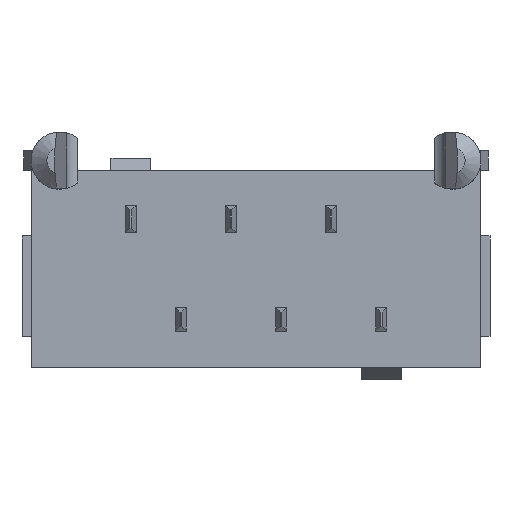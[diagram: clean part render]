
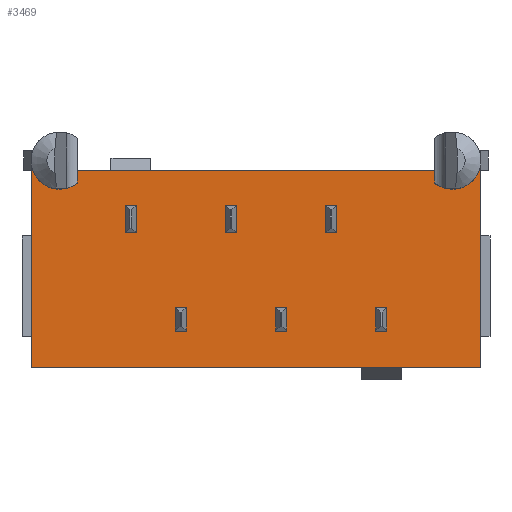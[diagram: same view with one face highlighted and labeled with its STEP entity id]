
A CAD part, front view. The second image highlights one B-rep face of the part: STEP entity #3469.
In plain terms, the highlighted planar face has unit normal (0, -1, 0).
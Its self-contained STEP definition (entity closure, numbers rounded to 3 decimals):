
#17=DIRECTION('',(0.,0.,-1.));
#18=VECTOR('',#17,5.25);
#19=CARTESIAN_POINT('',(-5.7,0.,2.75));
#20=LINE('',#19,#18);
#377=DIRECTION('',(0.,0.,1.));
#378=VECTOR('',#377,5.25);
#379=CARTESIAN_POINT('',(5.7,0.,-2.5));
#380=LINE('',#379,#378);
#717=DIRECTION('',(0.,0.,1.));
#718=VECTOR('',#717,0.318);
#719=CARTESIAN_POINT('',(4.525,0.,2.182));
#720=LINE('',#719,#718);
#721=CARTESIAN_POINT('',(4.975,0.,2.75));
#722=DIRECTION('',(0.,-1.,0.));
#723=DIRECTION('',(-0.621,0.,-0.784));
#724=AXIS2_PLACEMENT_3D('',#721,#722,#723);
#726=CARTESIAN_POINT('',(-4.975,0.,2.75));
#727=DIRECTION('',(0.,-1.,0.));
#728=DIRECTION('',(-1.,0.,0.));
#729=AXIS2_PLACEMENT_3D('',#726,#727,#728);
#731=DIRECTION('',(0.,0.,-1.));
#732=VECTOR('',#731,0.318);
#733=CARTESIAN_POINT('',(-4.525,0.,2.5));
#734=LINE('',#733,#732);
#735=DIRECTION('',(1.,0.,0.));
#736=VECTOR('',#735,9.05);
#737=CARTESIAN_POINT('',(-4.525,0.,2.5));
#738=LINE('',#737,#736);
#739=DIRECTION('',(0.,0.,-1.));
#740=VECTOR('',#739,0.7);
#741=CARTESIAN_POINT('',(-3.315,0.,1.62));
#742=LINE('',#741,#740);
#743=DIRECTION('',(1.,0.,0.));
#744=VECTOR('',#743,0.28);
#745=CARTESIAN_POINT('',(-3.315,0.,0.92));
#746=LINE('',#745,#744);
#747=DIRECTION('',(0.,0.,-1.));
#748=VECTOR('',#747,0.7);
#749=CARTESIAN_POINT('',(-3.035,0.,1.62));
#750=LINE('',#749,#748);
#751=DIRECTION('',(1.,0.,0.));
#752=VECTOR('',#751,0.28);
#753=CARTESIAN_POINT('',(-3.315,0.,1.62));
#754=LINE('',#753,#752);
#755=DIRECTION('',(0.,0.,-1.));
#756=VECTOR('',#755,0.7);
#757=CARTESIAN_POINT('',(-0.775,0.,1.62));
#758=LINE('',#757,#756);
#759=DIRECTION('',(1.,0.,0.));
#760=VECTOR('',#759,0.28);
#761=CARTESIAN_POINT('',(-0.775,0.,0.92));
#762=LINE('',#761,#760);
#763=DIRECTION('',(0.,0.,-1.));
#764=VECTOR('',#763,0.7);
#765=CARTESIAN_POINT('',(-0.495,0.,1.62));
#766=LINE('',#765,#764);
#767=DIRECTION('',(1.,0.,0.));
#768=VECTOR('',#767,0.28);
#769=CARTESIAN_POINT('',(-0.775,0.,1.62));
#770=LINE('',#769,#768);
#771=DIRECTION('',(0.,0.,-1.));
#772=VECTOR('',#771,0.7);
#773=CARTESIAN_POINT('',(1.765,0.,1.62));
#774=LINE('',#773,#772);
#775=DIRECTION('',(1.,0.,0.));
#776=VECTOR('',#775,0.28);
#777=CARTESIAN_POINT('',(1.765,0.,0.92));
#778=LINE('',#777,#776);
#779=DIRECTION('',(0.,0.,-1.));
#780=VECTOR('',#779,0.7);
#781=CARTESIAN_POINT('',(2.045,0.,1.62));
#782=LINE('',#781,#780);
#783=DIRECTION('',(1.,0.,0.));
#784=VECTOR('',#783,0.28);
#785=CARTESIAN_POINT('',(1.765,0.,1.62));
#786=LINE('',#785,#784);
#787=DIRECTION('',(0.,0.,-1.));
#788=VECTOR('',#787,0.6);
#789=CARTESIAN_POINT('',(-1.765,0.,-0.97));
#790=LINE('',#789,#788);
#791=DIRECTION('',(1.,0.,0.));
#792=VECTOR('',#791,0.28);
#793=CARTESIAN_POINT('',(-2.045,0.,-0.97));
#794=LINE('',#793,#792);
#795=DIRECTION('',(0.,0.,-1.));
#796=VECTOR('',#795,0.6);
#797=CARTESIAN_POINT('',(-2.045,0.,-0.97));
#798=LINE('',#797,#796);
#799=DIRECTION('',(1.,0.,0.));
#800=VECTOR('',#799,0.28);
#801=CARTESIAN_POINT('',(-2.045,0.,-1.57));
#802=LINE('',#801,#800);
#803=DIRECTION('',(0.,0.,-1.));
#804=VECTOR('',#803,0.6);
#805=CARTESIAN_POINT('',(0.775,0.,-0.97));
#806=LINE('',#805,#804);
#807=DIRECTION('',(1.,0.,0.));
#808=VECTOR('',#807,0.28);
#809=CARTESIAN_POINT('',(0.495,0.,-0.97));
#810=LINE('',#809,#808);
#811=DIRECTION('',(0.,0.,-1.));
#812=VECTOR('',#811,0.6);
#813=CARTESIAN_POINT('',(0.495,0.,-0.97));
#814=LINE('',#813,#812);
#815=DIRECTION('',(1.,0.,0.));
#816=VECTOR('',#815,0.28);
#817=CARTESIAN_POINT('',(0.495,0.,-1.57));
#818=LINE('',#817,#816);
#819=DIRECTION('',(0.,0.,-1.));
#820=VECTOR('',#819,0.6);
#821=CARTESIAN_POINT('',(3.315,0.,-0.97));
#822=LINE('',#821,#820);
#823=DIRECTION('',(1.,0.,0.));
#824=VECTOR('',#823,0.28);
#825=CARTESIAN_POINT('',(3.035,0.,-0.97));
#826=LINE('',#825,#824);
#827=DIRECTION('',(0.,0.,-1.));
#828=VECTOR('',#827,0.6);
#829=CARTESIAN_POINT('',(3.035,0.,-0.97));
#830=LINE('',#829,#828);
#831=DIRECTION('',(1.,0.,0.));
#832=VECTOR('',#831,0.28);
#833=CARTESIAN_POINT('',(3.035,0.,-1.57));
#834=LINE('',#833,#832);
#879=DIRECTION('',(1.,0.,0.));
#880=VECTOR('',#879,11.4);
#881=CARTESIAN_POINT('',(-5.7,0.,-2.5));
#882=LINE('',#881,#880);
#2071=CARTESIAN_POINT('',(-5.7,0.,-2.5));
#2072=CARTESIAN_POINT('',(5.7,0.,-2.5));
#2073=VERTEX_POINT('',#2071);
#2074=VERTEX_POINT('',#2072);
#2117=CARTESIAN_POINT('',(4.525,0.,2.182));
#2118=CARTESIAN_POINT('',(4.525,0.,2.5));
#2119=VERTEX_POINT('',#2117);
#2120=VERTEX_POINT('',#2118);
#2124=CARTESIAN_POINT('',(5.7,0.,2.75));
#2125=VERTEX_POINT('',#2124);
#2126=CARTESIAN_POINT('',(-5.7,0.,2.75));
#2127=CARTESIAN_POINT('',(-4.525,0.,2.182));
#2128=VERTEX_POINT('',#2126);
#2129=VERTEX_POINT('',#2127);
#2270=CARTESIAN_POINT('',(-4.525,0.,2.5));
#2271=VERTEX_POINT('',#2270);
#2274=CARTESIAN_POINT('',(-3.315,0.,1.62));
#2275=CARTESIAN_POINT('',(-3.315,0.,0.92));
#2276=VERTEX_POINT('',#2274);
#2277=VERTEX_POINT('',#2275);
#2278=CARTESIAN_POINT('',(-3.035,0.,1.62));
#2279=CARTESIAN_POINT('',(-3.035,0.,0.92));
#2280=VERTEX_POINT('',#2278);
#2281=VERTEX_POINT('',#2279);
#2282=CARTESIAN_POINT('',(-1.765,0.,-0.97));
#2283=CARTESIAN_POINT('',(-1.765,0.,-1.57));
#2284=VERTEX_POINT('',#2282);
#2285=VERTEX_POINT('',#2283);
#2286=CARTESIAN_POINT('',(-2.045,0.,-0.97));
#2287=CARTESIAN_POINT('',(-2.045,0.,-1.57));
#2288=VERTEX_POINT('',#2286);
#2289=VERTEX_POINT('',#2287);
#2290=CARTESIAN_POINT('',(0.775,0.,-0.97));
#2291=CARTESIAN_POINT('',(0.775,0.,-1.57));
#2292=VERTEX_POINT('',#2290);
#2293=VERTEX_POINT('',#2291);
#2294=CARTESIAN_POINT('',(0.495,0.,-0.97));
#2295=CARTESIAN_POINT('',(0.495,0.,-1.57));
#2296=VERTEX_POINT('',#2294);
#2297=VERTEX_POINT('',#2295);
#2456=CARTESIAN_POINT('',(3.315,0.,-0.97));
#2457=CARTESIAN_POINT('',(3.315,0.,-1.57));
#2458=VERTEX_POINT('',#2456);
#2459=VERTEX_POINT('',#2457);
#2460=CARTESIAN_POINT('',(3.035,0.,-0.97));
#2461=CARTESIAN_POINT('',(3.035,0.,-1.57));
#2462=VERTEX_POINT('',#2460);
#2463=VERTEX_POINT('',#2461);
#2504=CARTESIAN_POINT('',(-0.775,0.,1.62));
#2505=CARTESIAN_POINT('',(-0.775,0.,0.92));
#2506=VERTEX_POINT('',#2504);
#2507=VERTEX_POINT('',#2505);
#2508=CARTESIAN_POINT('',(-0.495,0.,1.62));
#2509=CARTESIAN_POINT('',(-0.495,0.,0.92));
#2510=VERTEX_POINT('',#2508);
#2511=VERTEX_POINT('',#2509);
#2536=CARTESIAN_POINT('',(1.765,0.,1.62));
#2537=CARTESIAN_POINT('',(1.765,0.,0.92));
#2538=VERTEX_POINT('',#2536);
#2539=VERTEX_POINT('',#2537);
#2540=CARTESIAN_POINT('',(2.045,0.,1.62));
#2541=CARTESIAN_POINT('',(2.045,0.,0.92));
#2542=VERTEX_POINT('',#2540);
#2543=VERTEX_POINT('',#2541);
#3392=CARTESIAN_POINT('',(-5.7,0.,2.5));
#3393=DIRECTION('',(0.,-1.,0.));
#3394=DIRECTION('',(0.,0.,-1.));
#3395=AXIS2_PLACEMENT_3D('',#3392,#3393,#3394);
#3396=PLANE('',#3395);
#3398=ORIENTED_EDGE('',*,*,#3397,.F.);
#3399=ORIENTED_EDGE('',*,*,#3177,.T.);
#3400=ORIENTED_EDGE('',*,*,#2995,.F.);
#3402=ORIENTED_EDGE('',*,*,#3401,.F.);
#3403=ORIENTED_EDGE('',*,*,#2695,.F.);
#3404=ORIENTED_EDGE('',*,*,#3342,.T.);
#3405=ORIENTED_EDGE('',*,*,#3382,.F.);
#3406=ORIENTED_EDGE('',*,*,#3037,.T.);
#3407=EDGE_LOOP('',(#3398,#3399,#3400,#3402,#3403,#3404,#3405,#3406));
#3408=FACE_OUTER_BOUND('',#3407,.F.);
#3410=ORIENTED_EDGE('',*,*,#3409,.T.);
#3412=ORIENTED_EDGE('',*,*,#3411,.T.);
#3414=ORIENTED_EDGE('',*,*,#3413,.F.);
#3416=ORIENTED_EDGE('',*,*,#3415,.F.);
#3417=EDGE_LOOP('',(#3410,#3412,#3414,#3416));
#3418=FACE_BOUND('',#3417,.F.);
#3420=ORIENTED_EDGE('',*,*,#3419,.T.);
#3422=ORIENTED_EDGE('',*,*,#3421,.T.);
#3424=ORIENTED_EDGE('',*,*,#3423,.F.);
#3426=ORIENTED_EDGE('',*,*,#3425,.F.);
#3427=EDGE_LOOP('',(#3420,#3422,#3424,#3426));
#3428=FACE_BOUND('',#3427,.F.);
#3430=ORIENTED_EDGE('',*,*,#3429,.T.);
#3432=ORIENTED_EDGE('',*,*,#3431,.T.);
#3434=ORIENTED_EDGE('',*,*,#3433,.F.);
#3436=ORIENTED_EDGE('',*,*,#3435,.F.);
#3437=EDGE_LOOP('',(#3430,#3432,#3434,#3436));
#3438=FACE_BOUND('',#3437,.F.);
#3440=ORIENTED_EDGE('',*,*,#3439,.F.);
#3442=ORIENTED_EDGE('',*,*,#3441,.F.);
#3444=ORIENTED_EDGE('',*,*,#3443,.T.);
#3446=ORIENTED_EDGE('',*,*,#3445,.T.);
#3447=EDGE_LOOP('',(#3440,#3442,#3444,#3446));
#3448=FACE_BOUND('',#3447,.F.);
#3450=ORIENTED_EDGE('',*,*,#3449,.F.);
#3452=ORIENTED_EDGE('',*,*,#3451,.F.);
#3454=ORIENTED_EDGE('',*,*,#3453,.T.);
#3456=ORIENTED_EDGE('',*,*,#3455,.T.);
#3457=EDGE_LOOP('',(#3450,#3452,#3454,#3456));
#3458=FACE_BOUND('',#3457,.F.);
#3460=ORIENTED_EDGE('',*,*,#3459,.F.);
#3462=ORIENTED_EDGE('',*,*,#3461,.F.);
#3464=ORIENTED_EDGE('',*,*,#3463,.T.);
#3466=ORIENTED_EDGE('',*,*,#3465,.T.);
#3467=EDGE_LOOP('',(#3460,#3462,#3464,#3466));
#3468=FACE_BOUND('',#3467,.F.);
#3469=ADVANCED_FACE('',(#3408,#3418,#3428,#3438,#3448,#3458,#3468),#3396,.T.);
#725=CIRCLE('',#724,0.725);
#730=CIRCLE('',#729,0.725);
#2695=EDGE_CURVE('',#2128,#2073,#20,.T.);
#2995=EDGE_CURVE('',#2074,#2125,#380,.T.);
#3037=EDGE_CURVE('',#2271,#2120,#738,.T.);
#3177=EDGE_CURVE('',#2119,#2125,#725,.T.);
#3342=EDGE_CURVE('',#2128,#2129,#730,.T.);
#3382=EDGE_CURVE('',#2271,#2129,#734,.T.);
#3397=EDGE_CURVE('',#2119,#2120,#720,.T.);
#3401=EDGE_CURVE('',#2073,#2074,#882,.T.);
#3409=EDGE_CURVE('',#2276,#2277,#742,.T.);
#3411=EDGE_CURVE('',#2277,#2281,#746,.T.);
#3413=EDGE_CURVE('',#2280,#2281,#750,.T.);
#3415=EDGE_CURVE('',#2276,#2280,#754,.T.);
#3419=EDGE_CURVE('',#2506,#2507,#758,.T.);
#3421=EDGE_CURVE('',#2507,#2511,#762,.T.);
#3423=EDGE_CURVE('',#2510,#2511,#766,.T.);
#3425=EDGE_CURVE('',#2506,#2510,#770,.T.);
#3429=EDGE_CURVE('',#2538,#2539,#774,.T.);
#3431=EDGE_CURVE('',#2539,#2543,#778,.T.);
#3433=EDGE_CURVE('',#2542,#2543,#782,.T.);
#3435=EDGE_CURVE('',#2538,#2542,#786,.T.);
#3439=EDGE_CURVE('',#2284,#2285,#790,.T.);
#3441=EDGE_CURVE('',#2288,#2284,#794,.T.);
#3443=EDGE_CURVE('',#2288,#2289,#798,.T.);
#3445=EDGE_CURVE('',#2289,#2285,#802,.T.);
#3449=EDGE_CURVE('',#2292,#2293,#806,.T.);
#3451=EDGE_CURVE('',#2296,#2292,#810,.T.);
#3453=EDGE_CURVE('',#2296,#2297,#814,.T.);
#3455=EDGE_CURVE('',#2297,#2293,#818,.T.);
#3459=EDGE_CURVE('',#2458,#2459,#822,.T.);
#3461=EDGE_CURVE('',#2462,#2458,#826,.T.);
#3463=EDGE_CURVE('',#2462,#2463,#830,.T.);
#3465=EDGE_CURVE('',#2463,#2459,#834,.T.);
